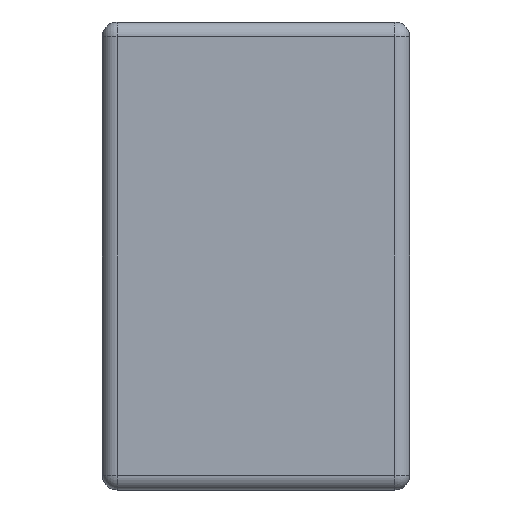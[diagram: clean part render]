
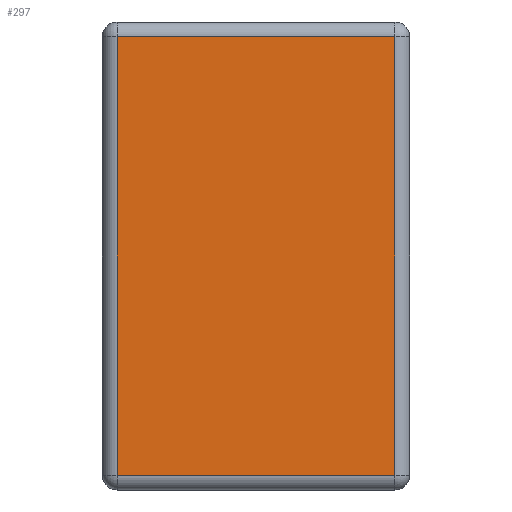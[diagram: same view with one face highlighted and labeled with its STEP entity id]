
A CAD part, left-side view. The second image highlights one B-rep face of the part: STEP entity #297.
In plain terms, the highlighted planar face has unit normal (-1, 0, 0).
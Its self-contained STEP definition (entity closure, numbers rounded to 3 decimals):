
#225 = VERTEX_POINT ( 'NONE', #1107 ) ;
#279 = ORIENTED_EDGE ( 'NONE', *, *, #280, .T. ) ;
#280 = EDGE_CURVE ( 'NONE', #225, #281, #1276, .T. ) ;
#281 = VERTEX_POINT ( 'NONE', #1272 ) ;
#282 = ORIENTED_EDGE ( 'NONE', *, *, #283, .T. ) ;
#283 = EDGE_CURVE ( 'NONE', #281, #301, #1270, .T. ) ;
#297 = ADVANCED_FACE ( 'NONE', ( #1326 ), #1370, .F. ) ;
#298 = EDGE_LOOP ( 'NONE', ( #299, #303, #279, #282 ) ) ;
#299 = ORIENTED_EDGE ( 'NONE', *, *, #300, .T. ) ;
#300 = EDGE_CURVE ( 'NONE', #301, #302, #1365, .T. ) ;
#301 = VERTEX_POINT ( 'NONE', #1361 ) ;
#302 = VERTEX_POINT ( 'NONE', #1360 ) ;
#303 = ORIENTED_EDGE ( 'NONE', *, *, #304, .T. ) ;
#304 = EDGE_CURVE ( 'NONE', #302, #225, #1359, .T. ) ;
#1107 = CARTESIAN_POINT ( 'NONE',  ( -1.6, 1., -0.75 ) ) ;
#1267 = DIRECTION ( 'NONE',  ( 0., 0., 1. ) ) ;
#1268 = VECTOR ( 'NONE', #1267, 1000. ) ;
#1269 = CARTESIAN_POINT ( 'NONE',  ( -1.6, 0.05, 0.8 ) ) ;
#1270 = LINE ( 'NONE', #1269, #1268 ) ;
#1272 = CARTESIAN_POINT ( 'NONE',  ( -1.6, 0.05, -0.75 ) ) ;
#1273 = DIRECTION ( 'NONE',  ( 0., -1., 0. ) ) ;
#1274 = VECTOR ( 'NONE', #1273, 1000. ) ;
#1275 = CARTESIAN_POINT ( 'NONE',  ( -1.6, 1.05, -0.75 ) ) ;
#1276 = LINE ( 'NONE', #1275, #1274 ) ;
#1326 = FACE_OUTER_BOUND ( 'NONE', #298, .T. ) ;
#1356 = DIRECTION ( 'NONE',  ( 0., 0., -1. ) ) ;
#1357 = VECTOR ( 'NONE', #1356, 1000. ) ;
#1358 = CARTESIAN_POINT ( 'NONE',  ( -1.6, 1., 0.8 ) ) ;
#1359 = LINE ( 'NONE', #1358, #1357 ) ;
#1360 = CARTESIAN_POINT ( 'NONE',  ( -1.6, 1., 0.75 ) ) ;
#1361 = CARTESIAN_POINT ( 'NONE',  ( -1.6, 0.05, 0.75 ) ) ;
#1362 = DIRECTION ( 'NONE',  ( 0., 1., 0. ) ) ;
#1363 = VECTOR ( 'NONE', #1362, 1000. ) ;
#1364 = CARTESIAN_POINT ( 'NONE',  ( -1.6, 1.05, 0.75 ) ) ;
#1365 = LINE ( 'NONE', #1364, #1363 ) ;
#1366 = DIRECTION ( 'NONE',  ( 0., 0., -1. ) ) ;
#1367 = DIRECTION ( 'NONE',  ( 1., 0., 0. ) ) ;
#1368 = CARTESIAN_POINT ( 'NONE',  ( -1.6, 1.05, 0.8 ) ) ;
#1369 = AXIS2_PLACEMENT_3D ( 'NONE', #1368, #1367, #1366 ) ;
#1370 = PLANE ( 'NONE',  #1369 ) ;
